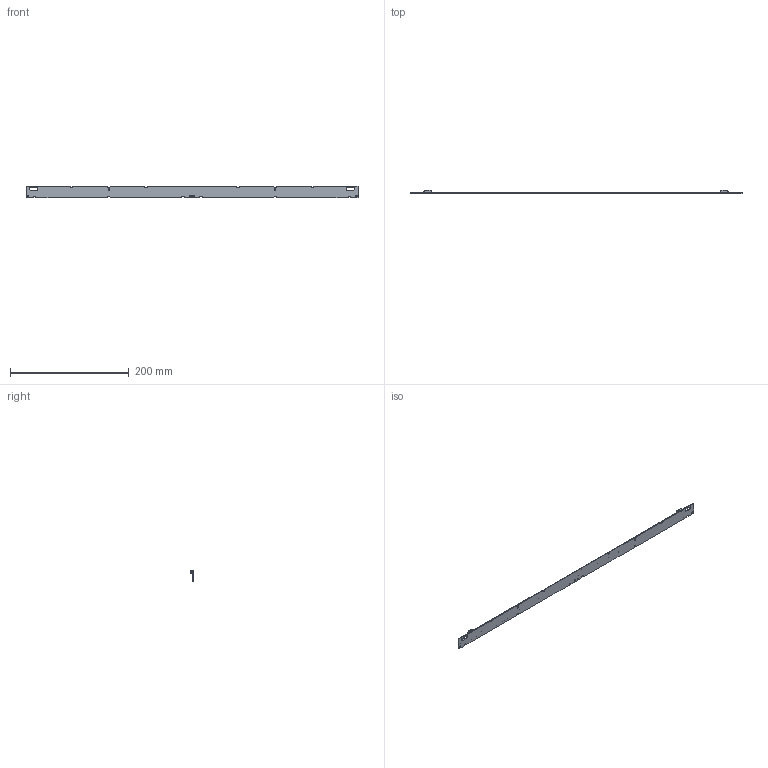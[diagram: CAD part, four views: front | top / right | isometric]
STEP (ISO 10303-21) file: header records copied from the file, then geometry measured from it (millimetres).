
FILE_DESCRIPTION (( 'STEP AP214' ), '1' );
FILE_NAME ('WU-M-603-TC.STEP', '2018-07-06T10:03:28', ( 'Admin' ), ( 'Microsoft' ), 'SwSTEP 2.0', 'SolidWorks 2017', '' );
FILE_SCHEMA (( 'AUTOMOTIVE_DESIGN' ));
Length unit declared in the file: millimetre
Products named in the file (4): WU-M-603 PCB-Base; WU-M-603-TC; 2060-451; STW8A12D
Assembly tree (27 placements, depth 2):
  WU-M-603-TC
    WU-M-603 PCB-Base
    STW8A12D  x24
    2060-451  x2
Bounding box: 559 x 6.1 x 20 mm (x, y, z)
Volume: 17889.4 mm3; surface area: 25252.8 mm2
Topology: 27 solids, 27 shells, 3141 faces, 9080 edges, 6244 vertices
Faces by surface type: plane 2173, bspline 702, cylinder 266
Entity records: 107429 total; most frequent: CARTESIAN_POINT 40781, ORIENTED_EDGE 10700, DIRECTION 6758, EDGE_CURVE 5350, LINE 3608, VECTOR 3608, VERTEX_POINT 3574, EDGE_LOOP 2156
